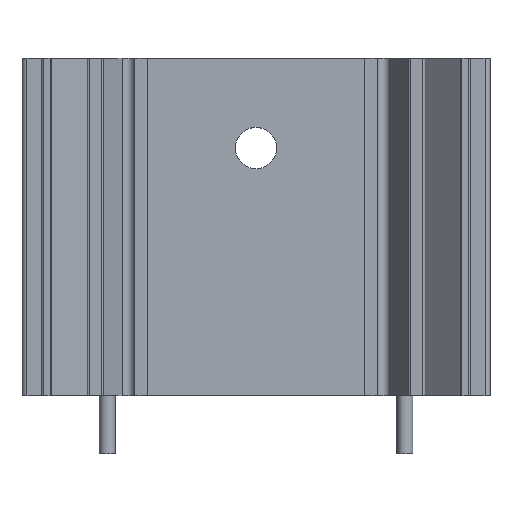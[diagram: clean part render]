
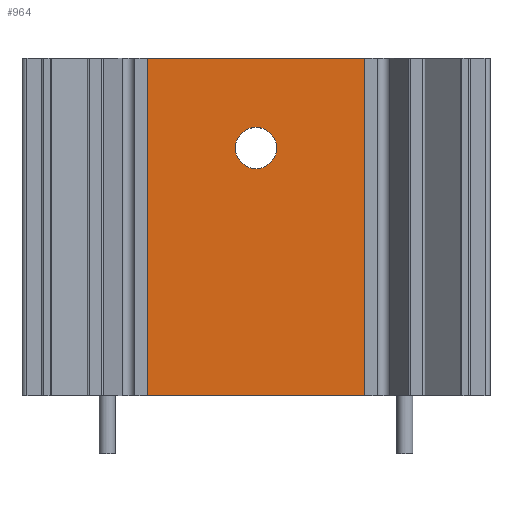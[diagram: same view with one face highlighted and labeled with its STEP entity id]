
A CAD part, top view. The second image highlights one B-rep face of the part: STEP entity #964.
In plain terms, the highlighted planar face has unit normal (0, 0, 1).
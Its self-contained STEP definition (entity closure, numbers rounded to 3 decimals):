
#127 = VECTOR ( 'NONE', #2420, 1000. ) ;
#152 = CARTESIAN_POINT ( 'NONE',  ( -7.9, 12.25, 0.75 ) ) ;
#244 = CARTESIAN_POINT ( 'NONE',  ( 7.9, 12.25, 0.75 ) ) ;
#347 = EDGE_LOOP ( 'NONE', ( #2808, #1508, #1943, #2860 ) ) ;
#357 = VERTEX_POINT ( 'NONE', #1959 ) ;
#371 = LINE ( 'NONE', #244, #1976 ) ;
#539 = EDGE_CURVE ( 'NONE', #2947, #357, #1142, .T. ) ;
#540 = AXIS2_PLACEMENT_3D ( 'NONE', #2751, #2002, #2959 ) ;
#558 = ORIENTED_EDGE ( 'NONE', *, *, #943, .F. ) ;
#596 = DIRECTION ( 'NONE',  ( 1., 0., 0. ) ) ;
#611 = CARTESIAN_POINT ( 'NONE',  ( -7.9, -12.25, 0.75 ) ) ;
#700 = CARTESIAN_POINT ( 'NONE',  ( -7.9, 12.25, 0.75 ) ) ;
#801 = LINE ( 'NONE', #2152, #127 ) ;
#943 = EDGE_CURVE ( 'NONE', #1655, #1655, #2605, .T. ) ;
#964 = ADVANCED_FACE ( 'NONE', ( #2244, #1139 ), #2048, .F. ) ;
#1065 = CARTESIAN_POINT ( 'NONE',  ( 7.9, -12.25, 0.75 ) ) ;
#1139 = FACE_OUTER_BOUND ( 'NONE', #347, .T. ) ;
#1142 = LINE ( 'NONE', #700, #2447 ) ;
#1187 = EDGE_CURVE ( 'NONE', #2947, #1329, #801, .T. ) ;
#1214 = VERTEX_POINT ( 'NONE', #1065 ) ;
#1251 = LINE ( 'NONE', #2202, #1881 ) ;
#1316 = DIRECTION ( 'NONE',  ( 0., -1., 0. ) ) ;
#1329 = VERTEX_POINT ( 'NONE', #611 ) ;
#1330 = CARTESIAN_POINT ( 'NONE',  ( -7.9, 12.25, 0.75 ) ) ;
#1339 = EDGE_CURVE ( 'NONE', #357, #1214, #371, .T. ) ;
#1508 = ORIENTED_EDGE ( 'NONE', *, *, #1339, .F. ) ;
#1655 = VERTEX_POINT ( 'NONE', #2529 ) ;
#1873 = DIRECTION ( 'NONE',  ( 1., 0., 0. ) ) ;
#1881 = VECTOR ( 'NONE', #596, 1000. ) ;
#1943 = ORIENTED_EDGE ( 'NONE', *, *, #539, .F. ) ;
#1959 = CARTESIAN_POINT ( 'NONE',  ( 7.9, 12.25, 0.75 ) ) ;
#1976 = VECTOR ( 'NONE', #1316, 1000. ) ;
#2002 = DIRECTION ( 'NONE',  ( 0., 0., 1. ) ) ;
#2048 = PLANE ( 'NONE',  #3000 ) ;
#2152 = CARTESIAN_POINT ( 'NONE',  ( -7.9, 12.25, 0.75 ) ) ;
#2202 = CARTESIAN_POINT ( 'NONE',  ( -7.9, -12.25, 0.75 ) ) ;
#2244 = FACE_BOUND ( 'NONE', #2844, .T. ) ;
#2291 = DIRECTION ( 'NONE',  ( 0., 0., -1. ) ) ;
#2420 = DIRECTION ( 'NONE',  ( 0., -1., 0. ) ) ;
#2447 = VECTOR ( 'NONE', #1873, 1000. ) ;
#2529 = CARTESIAN_POINT ( 'NONE',  ( 1.5, 5.75, 0.75 ) ) ;
#2605 = CIRCLE ( 'NONE', #540, 1.5 ) ;
#2699 = EDGE_CURVE ( 'NONE', #1329, #1214, #1251, .T. ) ;
#2733 = DIRECTION ( 'NONE',  ( -1., 0., 0. ) ) ;
#2751 = CARTESIAN_POINT ( 'NONE',  ( 0., 5.75, 0.75 ) ) ;
#2808 = ORIENTED_EDGE ( 'NONE', *, *, #2699, .T. ) ;
#2844 = EDGE_LOOP ( 'NONE', ( #558 ) ) ;
#2860 = ORIENTED_EDGE ( 'NONE', *, *, #1187, .T. ) ;
#2947 = VERTEX_POINT ( 'NONE', #1330 ) ;
#2959 = DIRECTION ( 'NONE',  ( 1., 0., 0. ) ) ;
#3000 = AXIS2_PLACEMENT_3D ( 'NONE', #152, #2291, #2733 ) ;
